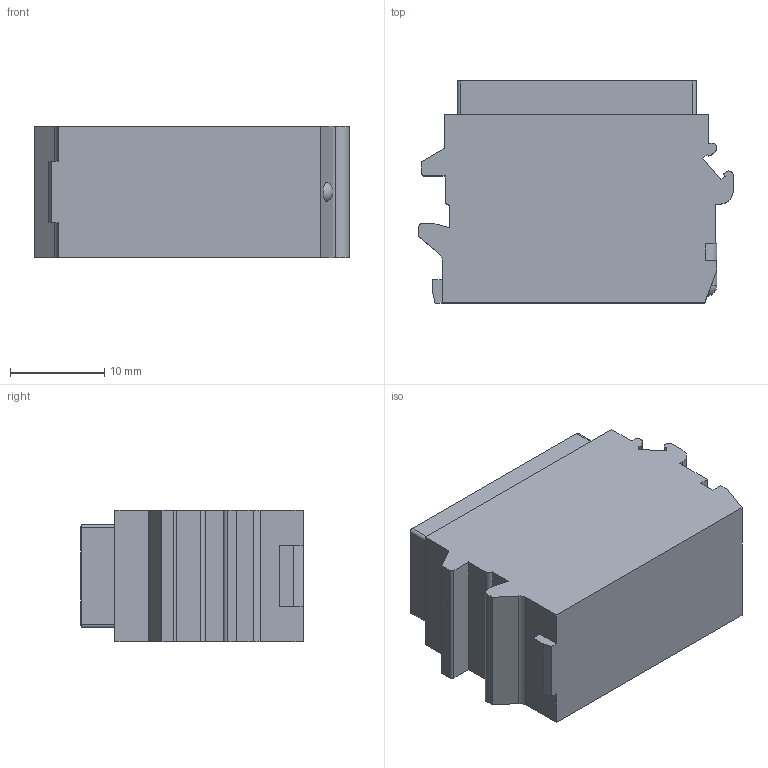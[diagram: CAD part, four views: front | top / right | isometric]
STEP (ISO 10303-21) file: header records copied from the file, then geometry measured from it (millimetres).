
FILE_DESCRIPTION((''),'2;1');
FILE_NAME('00175530402','2020-02-03T',('presta_be4'),(''),'CREO PARAMETRIC BY PTC INC, 2018360','CREO PARAMETRIC BY PTC INC, 2018360','');
FILE_SCHEMA(('CONFIG_CONTROL_DESIGN'));
Products named in the file (1): 00175530402
Bounding box: 33.45 x 23.62 x 14 mm (x, y, z)
Volume: 7521 mm3; surface area: 8918.9 mm2
Topology: 1 solids, 1 shells, 1864 faces, 4885 edges, 3096 vertices
Faces by surface type: plane 886, cylinder 437, torus 280, cone 180, bspline 80, sphere 1
Entity records: 68333 total; most frequent: CARTESIAN_POINT 22118, DIRECTION 9768, ORIENTED_EDGE 9730, EDGE_CURVE 4865, AXIS2_PLACEMENT_3D 3681, VERTEX_POINT 3096, VECTOR 2406, LINE 2406
